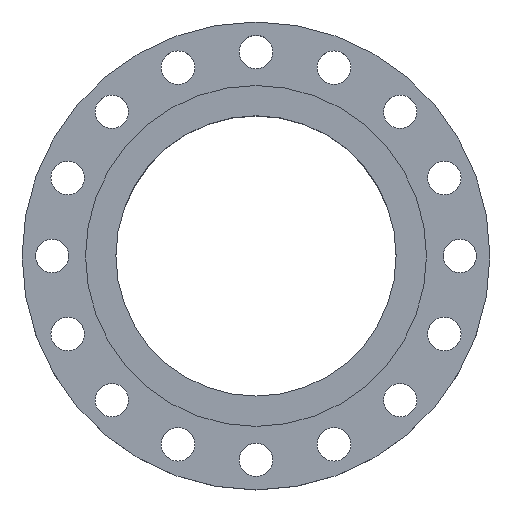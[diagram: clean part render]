
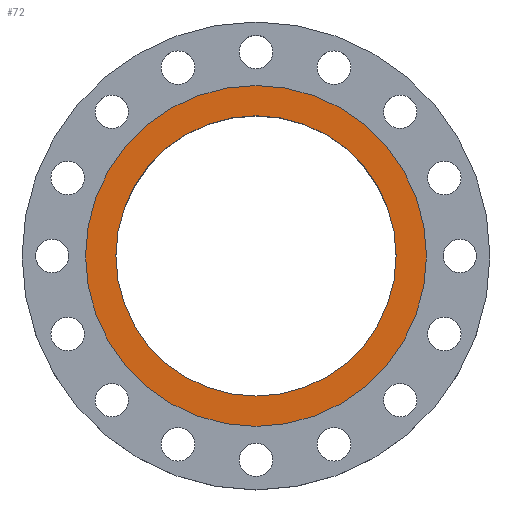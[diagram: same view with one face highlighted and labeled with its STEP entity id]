
A CAD part, top view. The second image highlights one B-rep face of the part: STEP entity #72.
In plain terms, the highlighted planar face has unit normal (0, 0, 1).
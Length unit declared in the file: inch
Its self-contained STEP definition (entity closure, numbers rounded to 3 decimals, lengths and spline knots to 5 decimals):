
#29 = DIRECTION ( 'NONE',  ( 0., 0., 1. ) ) ;
#46 = CIRCLE ( 'NONE', #258, 5.241 ) ;
#63 = AXIS2_PLACEMENT_3D ( 'NONE', #617, #1272, #484 ) ;
#72 = ADVANCED_FACE ( 'NONE', ( #361, #1054 ), #911, .F. ) ;
#86 = ORIENTED_EDGE ( 'NONE', *, *, #325, .F. ) ;
#101 = ORIENTED_EDGE ( 'NONE', *, *, #793, .T. ) ;
#107 = CARTESIAN_POINT ( 'NONE',  ( 5.241, 0., 0. ) ) ;
#172 = AXIS2_PLACEMENT_3D ( 'NONE', #1449, #627, #241 ) ;
#186 = DIRECTION ( 'NONE',  ( 1., 0., 0. ) ) ;
#241 = DIRECTION ( 'NONE',  ( -1., 0., 0. ) ) ;
#258 = AXIS2_PLACEMENT_3D ( 'NONE', #1140, #1004, #345 ) ;
#283 = VERTEX_POINT ( 'NONE', #107 ) ;
#294 = CARTESIAN_POINT ( 'NONE',  ( 6.375, 0., 0. ) ) ;
#325 = EDGE_CURVE ( 'NONE', #371, #283, #582, .T. ) ;
#345 = DIRECTION ( 'NONE',  ( 1., 0., 0. ) ) ;
#350 = ORIENTED_EDGE ( 'NONE', *, *, #1367, .F. ) ;
#361 = FACE_BOUND ( 'NONE', #551, .T. ) ;
#371 = VERTEX_POINT ( 'NONE', #1720 ) ;
#484 = DIRECTION ( 'NONE',  ( 1., 0., 0. ) ) ;
#551 = EDGE_LOOP ( 'NONE', ( #350, #86 ) ) ;
#566 = DIRECTION ( 'NONE',  ( 1., 0., 0. ) ) ;
#569 = DIRECTION ( 'NONE',  ( 0., 0., 1. ) ) ;
#582 = CIRCLE ( 'NONE', #63, 5.241 ) ;
#617 = CARTESIAN_POINT ( 'NONE',  ( 0., 0., 0. ) ) ;
#627 = DIRECTION ( 'NONE',  ( 0., 0., -1. ) ) ;
#793 = EDGE_CURVE ( 'NONE', #1076, #1742, #1212, .T. ) ;
#847 = CARTESIAN_POINT ( 'NONE',  ( 0., 0., 0. ) ) ;
#911 = PLANE ( 'NONE',  #172 ) ;
#1004 = DIRECTION ( 'NONE',  ( 0., 0., 1. ) ) ;
#1054 = FACE_OUTER_BOUND ( 'NONE', #1567, .T. ) ;
#1076 = VERTEX_POINT ( 'NONE', #294 ) ;
#1140 = CARTESIAN_POINT ( 'NONE',  ( 0., 0., 0. ) ) ;
#1178 = CARTESIAN_POINT ( 'NONE',  ( -6.375, 0., 0. ) ) ;
#1212 = CIRCLE ( 'NONE', #1388, 6.375 ) ;
#1232 = EDGE_CURVE ( 'NONE', #1742, #1076, #1701, .T. ) ;
#1272 = DIRECTION ( 'NONE',  ( 0., 0., 1. ) ) ;
#1367 = EDGE_CURVE ( 'NONE', #283, #371, #46, .T. ) ;
#1388 = AXIS2_PLACEMENT_3D ( 'NONE', #847, #569, #186 ) ;
#1449 = CARTESIAN_POINT ( 'NONE',  ( 0., 5.241, 0. ) ) ;
#1505 = AXIS2_PLACEMENT_3D ( 'NONE', #1667, #29, #566 ) ;
#1567 = EDGE_LOOP ( 'NONE', ( #101, #1579 ) ) ;
#1579 = ORIENTED_EDGE ( 'NONE', *, *, #1232, .T. ) ;
#1667 = CARTESIAN_POINT ( 'NONE',  ( 0., 0., 0. ) ) ;
#1701 = CIRCLE ( 'NONE', #1505, 6.375 ) ;
#1720 = CARTESIAN_POINT ( 'NONE',  ( -5.241, 0., 0. ) ) ;
#1742 = VERTEX_POINT ( 'NONE', #1178 ) ;
